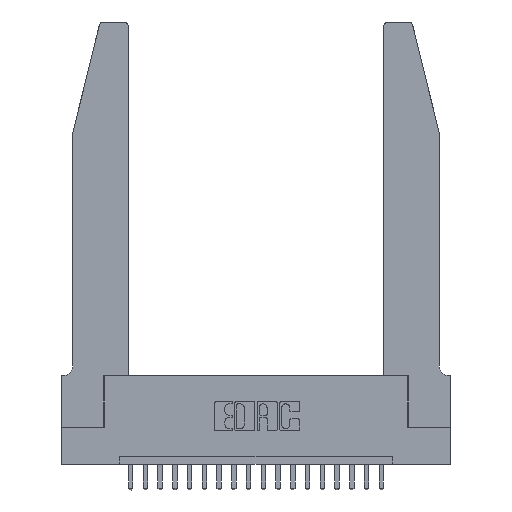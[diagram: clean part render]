
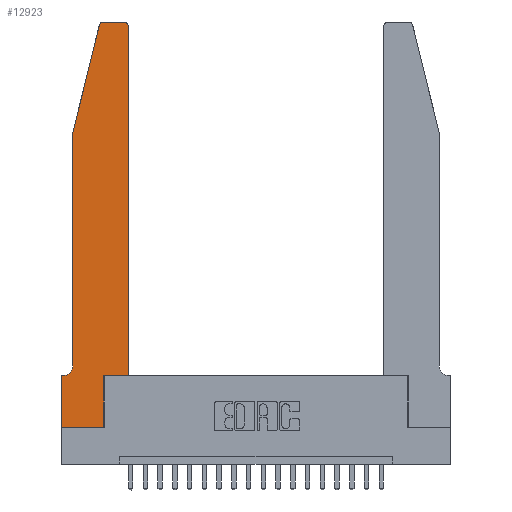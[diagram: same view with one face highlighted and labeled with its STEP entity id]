
A CAD part, top view. The second image highlights one B-rep face of the part: STEP entity #12923.
In plain terms, the highlighted planar face has unit normal (0, 0, 1).
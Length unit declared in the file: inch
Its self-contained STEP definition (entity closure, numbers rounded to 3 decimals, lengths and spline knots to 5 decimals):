
#338 = VERTEX_POINT ( 'NONE', #15027 ) ;
#471 = CARTESIAN_POINT ( 'NONE',  ( 0.0755, 0.42, 0.37 ) ) ;
#602 = EDGE_CURVE ( 'NONE', #5458, #20818, #13252, .T. ) ;
#664 = CARTESIAN_POINT ( 'NONE',  ( 0., 0., 0.37 ) ) ;
#1155 = ORIENTED_EDGE ( 'NONE', *, *, #19036, .T. ) ;
#1174 = DIRECTION ( 'NONE',  ( -0.239, -0.971, 0. ) ) ;
#1181 = VERTEX_POINT ( 'NONE', #16223 ) ;
#1369 = VECTOR ( 'NONE', #16407, 39.37008 ) ;
#1862 = EDGE_CURVE ( 'NONE', #10961, #14651, #11097, .T. ) ;
#2478 = VECTOR ( 'NONE', #13582, 39.37008 ) ;
#2607 = DIRECTION ( 'NONE',  ( 0., 0., 1. ) ) ;
#2730 = EDGE_CURVE ( 'NONE', #7655, #10208, #17056, .T. ) ;
#2834 = VECTOR ( 'NONE', #15457, 39.37008 ) ;
#3179 = ORIENTED_EDGE ( 'NONE', *, *, #8677, .T. ) ;
#3521 = VECTOR ( 'NONE', #21569, 39.37008 ) ;
#3650 = AXIS2_PLACEMENT_3D ( 'NONE', #16107, #17453, #20829 ) ;
#3659 = EDGE_LOOP ( 'NONE', ( #1155, #6122, #3179, #20049, #18034, #5324, #11013, #13487, #14801, #12394, #9352, #14895 ) ) ;
#3949 = CARTESIAN_POINT ( 'NONE',  ( 0.2865, 0.35, 0.37 ) ) ;
#4023 = VERTEX_POINT ( 'NONE', #471 ) ;
#4033 = LINE ( 'NONE', #9898, #3521 ) ;
#4036 = CARTESIAN_POINT ( 'NONE',  ( 0., 0.35, 0.37 ) ) ;
#4287 = CIRCLE ( 'NONE', #9795, 0.07 ) ;
#4396 = EDGE_CURVE ( 'NONE', #15747, #16530, #7362, .T. ) ;
#4845 = EDGE_CURVE ( 'NONE', #19100, #4023, #18826, .T. ) ;
#5324 = ORIENTED_EDGE ( 'NONE', *, *, #2730, .T. ) ;
#5458 = VERTEX_POINT ( 'NONE', #664 ) ;
#5661 = AXIS2_PLACEMENT_3D ( 'NONE', #7780, #2607, #15917 ) ;
#6092 = CARTESIAN_POINT ( 'NONE',  ( 0.4505, 0.35, 0.37 ) ) ;
#6122 = ORIENTED_EDGE ( 'NONE', *, *, #17479, .T. ) ;
#6864 = EDGE_CURVE ( 'NONE', #14651, #15747, #11439, .T. ) ;
#6867 = AXIS2_PLACEMENT_3D ( 'NONE', #10586, #7482, #10675 ) ;
#7362 = CIRCLE ( 'NONE', #5661, 0.03 ) ;
#7377 = LINE ( 'NONE', #15020, #1369 ) ;
#7482 = DIRECTION ( 'NONE',  ( 0., 0., 1. ) ) ;
#7517 = DIRECTION ( 'NONE',  ( 0., 1., 0. ) ) ;
#7655 = VERTEX_POINT ( 'NONE', #19359 ) ;
#7780 = CARTESIAN_POINT ( 'NONE',  ( 0.4205, 2.72, 0.37 ) ) ;
#7979 = DIRECTION ( 'NONE',  ( 1., 0., 0. ) ) ;
#8284 = CARTESIAN_POINT ( 'NONE',  ( 0.4505, 2.72, 0.37 ) ) ;
#8677 = EDGE_CURVE ( 'NONE', #1181, #19100, #21326, .T. ) ;
#9352 = ORIENTED_EDGE ( 'NONE', *, *, #6864, .T. ) ;
#9792 = EDGE_CURVE ( 'NONE', #10208, #5458, #12393, .T. ) ;
#9795 = AXIS2_PLACEMENT_3D ( 'NONE', #21581, #19681, #9839 ) ;
#9839 = DIRECTION ( 'NONE',  ( -1., 0., 0. ) ) ;
#9898 = CARTESIAN_POINT ( 'NONE',  ( 0.2605, 2.75, 0.37 ) ) ;
#10074 = VECTOR ( 'NONE', #7979, 39.37008 ) ;
#10208 = VERTEX_POINT ( 'NONE', #4036 ) ;
#10303 = EDGE_CURVE ( 'NONE', #4023, #7655, #4287, .T. ) ;
#10586 = CARTESIAN_POINT ( 'NONE',  ( 0., 0.35, 0.37 ) ) ;
#10675 = DIRECTION ( 'NONE',  ( 1., 0., 0. ) ) ;
#10961 = VERTEX_POINT ( 'NONE', #3949 ) ;
#11013 = ORIENTED_EDGE ( 'NONE', *, *, #9792, .T. ) ;
#11097 = LINE ( 'NONE', #21552, #10074 ) ;
#11439 = LINE ( 'NONE', #6092, #20570 ) ;
#11524 = DIRECTION ( 'NONE',  ( 0., -1., 0. ) ) ;
#12393 = LINE ( 'NONE', #20605, #2478 ) ;
#12394 = ORIENTED_EDGE ( 'NONE', *, *, #1862, .T. ) ;
#12625 = CARTESIAN_POINT ( 'NONE',  ( 0.0755, 2., 0.37 ) ) ;
#12700 = CARTESIAN_POINT ( 'NONE',  ( 0.4205, 2.75, 0.37 ) ) ;
#12923 = ADVANCED_FACE ( 'NONE', ( #15033 ), #18836, .T. ) ;
#12937 = CARTESIAN_POINT ( 'NONE',  ( 0.4505, 0.35, 0.37 ) ) ;
#13252 = LINE ( 'NONE', #21049, #2834 ) ;
#13487 = ORIENTED_EDGE ( 'NONE', *, *, #602, .T. ) ;
#13582 = DIRECTION ( 'NONE',  ( 0., -1., 0. ) ) ;
#13753 = CIRCLE ( 'NONE', #3650, 0.03 ) ;
#14651 = VERTEX_POINT ( 'NONE', #12937 ) ;
#14801 = ORIENTED_EDGE ( 'NONE', *, *, #15760, .T. ) ;
#14895 = ORIENTED_EDGE ( 'NONE', *, *, #4396, .T. ) ;
#15020 = CARTESIAN_POINT ( 'NONE',  ( 0.2865, 0.35, 0.37 ) ) ;
#15027 = CARTESIAN_POINT ( 'NONE',  ( 0.284, 2.75, 0.37 ) ) ;
#15033 = FACE_OUTER_BOUND ( 'NONE', #3659, .T. ) ;
#15457 = DIRECTION ( 'NONE',  ( 1., 0., 0. ) ) ;
#15608 = DIRECTION ( 'NONE',  ( -1., 0., 0. ) ) ;
#15747 = VERTEX_POINT ( 'NONE', #8284 ) ;
#15760 = EDGE_CURVE ( 'NONE', #20818, #10961, #7377, .T. ) ;
#15917 = DIRECTION ( 'NONE',  ( 1., 0., 0. ) ) ;
#16107 = CARTESIAN_POINT ( 'NONE',  ( 0.284, 2.72, 0.37 ) ) ;
#16188 = VECTOR ( 'NONE', #11524, 39.37008 ) ;
#16223 = CARTESIAN_POINT ( 'NONE',  ( 0.25487, 2.72718, 0.37 ) ) ;
#16407 = DIRECTION ( 'NONE',  ( 0., 1., 0. ) ) ;
#16530 = VERTEX_POINT ( 'NONE', #12700 ) ;
#16708 = CARTESIAN_POINT ( 'NONE',  ( 0.0755, 0.35, 0.37 ) ) ;
#17056 = LINE ( 'NONE', #16708, #21282 ) ;
#17453 = DIRECTION ( 'NONE',  ( 0., 0., 1. ) ) ;
#17479 = EDGE_CURVE ( 'NONE', #338, #1181, #13753, .T. ) ;
#18034 = ORIENTED_EDGE ( 'NONE', *, *, #10303, .T. ) ;
#18695 = CARTESIAN_POINT ( 'NONE',  ( 0.0755, 2., 0.37 ) ) ;
#18826 = LINE ( 'NONE', #12625, #16188 ) ;
#18836 = PLANE ( 'NONE',  #6867 ) ;
#19036 = EDGE_CURVE ( 'NONE', #16530, #338, #4033, .T. ) ;
#19100 = VERTEX_POINT ( 'NONE', #18695 ) ;
#19318 = CARTESIAN_POINT ( 'NONE',  ( 0.0755, 2., 0.37 ) ) ;
#19359 = CARTESIAN_POINT ( 'NONE',  ( 0.0055, 0.35, 0.37 ) ) ;
#19487 = CARTESIAN_POINT ( 'NONE',  ( 0.2865, 0., 0.37 ) ) ;
#19681 = DIRECTION ( 'NONE',  ( 0., 0., -1. ) ) ;
#20049 = ORIENTED_EDGE ( 'NONE', *, *, #4845, .T. ) ;
#20570 = VECTOR ( 'NONE', #7517, 39.37008 ) ;
#20605 = CARTESIAN_POINT ( 'NONE',  ( 0., 0., 0.37 ) ) ;
#20794 = VECTOR ( 'NONE', #1174, 39.37008 ) ;
#20818 = VERTEX_POINT ( 'NONE', #19487 ) ;
#20829 = DIRECTION ( 'NONE',  ( 1., 0., 0. ) ) ;
#21049 = CARTESIAN_POINT ( 'NONE',  ( 0., 0., 0.37 ) ) ;
#21282 = VECTOR ( 'NONE', #15608, 39.37008 ) ;
#21326 = LINE ( 'NONE', #19318, #20794 ) ;
#21552 = CARTESIAN_POINT ( 'NONE',  ( 0.4505, 0.35, 0.37 ) ) ;
#21569 = DIRECTION ( 'NONE',  ( -1., 0., 0. ) ) ;
#21581 = CARTESIAN_POINT ( 'NONE',  ( 0.0055, 0.42, 0.37 ) ) ;
